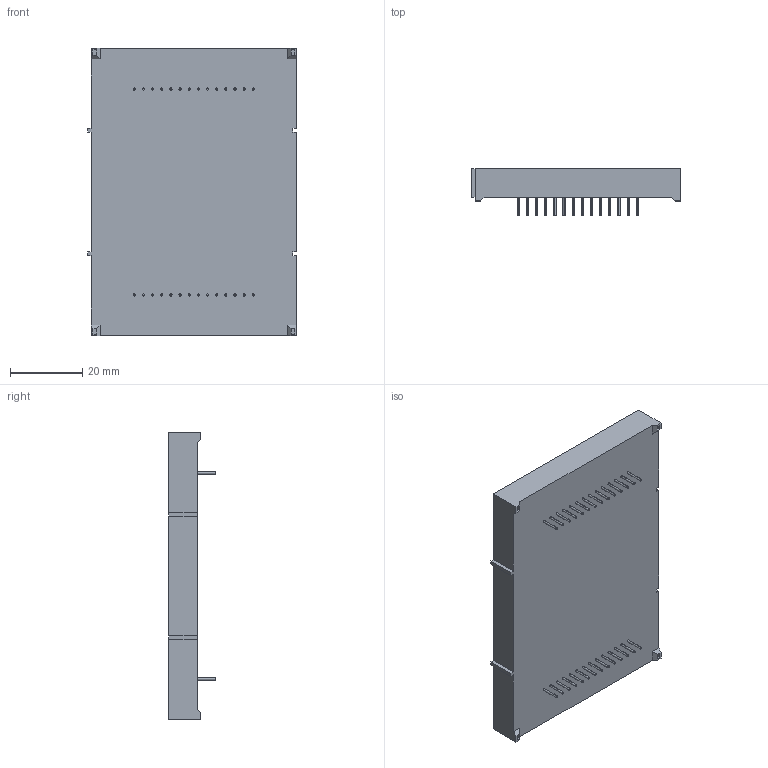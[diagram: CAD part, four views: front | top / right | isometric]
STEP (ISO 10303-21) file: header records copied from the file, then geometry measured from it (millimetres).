
FILE_DESCRIPTION (( 'STEP AP214' ), '1' );
FILE_NAME ('TBX30-12.STEP', '2010-10-29T16:13:11', ( '' ), ( '' ), 'SwSTEP 2.0', 'SolidWorks 2008', '' );
FILE_SCHEMA (( 'AUTOMOTIVE_DESIGN' ));
Length unit declared in the file: millimetre
Products named in the file (1): TBX30-12
Bounding box: 58 x 12.9 x 79.9 mm (x, y, z)
Volume: 35953.1 mm3; surface area: 11686.1 mm2
Topology: 1 solids, 1 shells, 526 faces, 1287 edges, 854 vertices
Faces by surface type: plane 284, cylinder 126, bspline 116
Entity records: 26686 total; most frequent: CARTESIAN_POINT 9056, ORIENTED_EDGE 2574, DIRECTION 2129, EDGE_CURVE 1287, VERTEX_POINT 854, VECTOR 803, LINE 803, AXIS2_PLACEMENT_3D 663
